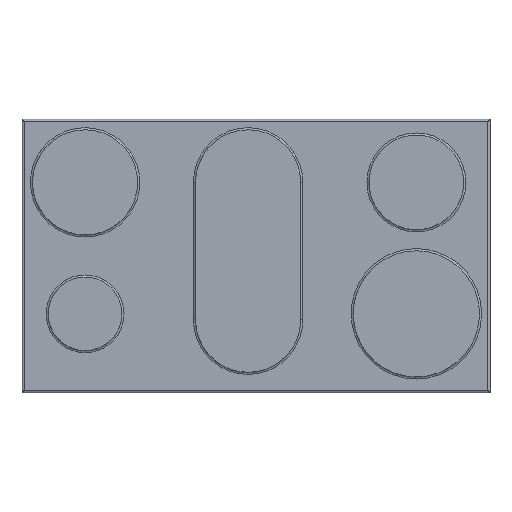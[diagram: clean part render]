
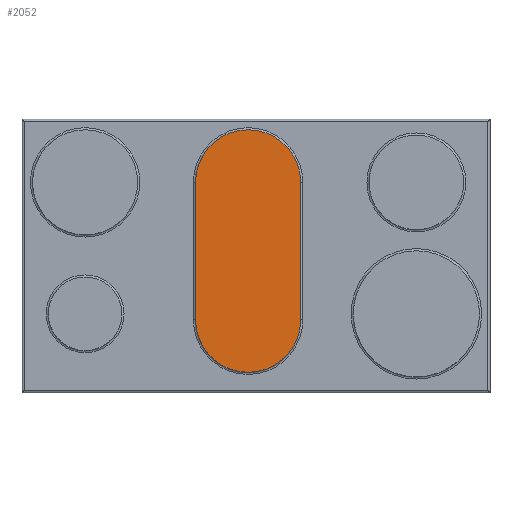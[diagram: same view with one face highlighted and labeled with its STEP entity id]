
A CAD part, top view. The second image highlights one B-rep face of the part: STEP entity #2052.
In plain terms, the highlighted planar face has unit normal (0, 0, 1).
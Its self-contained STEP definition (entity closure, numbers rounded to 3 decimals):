
#1348 = CYLINDRICAL_SURFACE('',#1349,100.);
#1349 = AXIS2_PLACEMENT_3D('',#1350,#1351,#1352);
#1350 = CARTESIAN_POINT('',(430.,400.,6.));
#1351 = DIRECTION('',(-0.,-0.,-1.));
#1352 = DIRECTION('',(1.,0.,0.));
#1401 = PLANE('',#1402);
#1402 = AXIS2_PLACEMENT_3D('',#1403,#1404,#1405);
#1403 = CARTESIAN_POINT('',(530.,400.,6.));
#1404 = DIRECTION('',(1.,0.,0.));
#1405 = DIRECTION('',(0.,-1.,0.));
#1435 = PLANE('',#1436);
#1436 = AXIS2_PLACEMENT_3D('',#1437,#1438,#1439);
#1437 = CARTESIAN_POINT('',(330.,400.,6.));
#1438 = DIRECTION('',(1.,0.,0.));
#1439 = DIRECTION('',(0.,-1.,0.));
#1491 = CYLINDRICAL_SURFACE('',#1492,100.);
#1492 = AXIS2_PLACEMENT_3D('',#1493,#1494,#1495);
#1493 = CARTESIAN_POINT('',(430.,138.738,6.));
#1494 = DIRECTION('',(-0.,-0.,-1.));
#1495 = DIRECTION('',(1.,0.,0.));
#1736 = VERTEX_POINT('',#1737);
#1737 = CARTESIAN_POINT('',(530.,400.,11.));
#1758 = EDGE_CURVE('',#1736,#1759,#1761,.T.);
#1759 = VERTEX_POINT('',#1760);
#1760 = CARTESIAN_POINT('',(330.,400.,11.));
#1761 = SURFACE_CURVE('',#1762,(#1767,#1774),.PCURVE_S1.);
#1762 = CIRCLE('',#1763,100.);
#1763 = AXIS2_PLACEMENT_3D('',#1764,#1765,#1766);
#1764 = CARTESIAN_POINT('',(430.,400.,11.));
#1765 = DIRECTION('',(0.,0.,1.));
#1766 = DIRECTION('',(1.,0.,0.));
#1767 = PCURVE('',#1348,#1768);
#1768 = DEFINITIONAL_REPRESENTATION('',(#1769),#1773);
#1769 = LINE('',#1770,#1771);
#1770 = CARTESIAN_POINT('',(-0.,-5.));
#1771 = VECTOR('',#1772,1.);
#1772 = DIRECTION('',(-1.,0.));
#1773 = ( GEOMETRIC_REPRESENTATION_CONTEXT(2) 
PARAMETRIC_REPRESENTATION_CONTEXT() REPRESENTATION_CONTEXT('2D SPACE',''
  ) );
#1774 = PCURVE('',#1775,#1780);
#1775 = PLANE('',#1776);
#1776 = AXIS2_PLACEMENT_3D('',#1777,#1778,#1779);
#1777 = CARTESIAN_POINT('',(430.,269.369,11.));
#1778 = DIRECTION('',(0.,0.,1.));
#1779 = DIRECTION('',(1.,0.,0.));
#1780 = DEFINITIONAL_REPRESENTATION('',(#1781),#1785);
#1781 = CIRCLE('',#1782,100.);
#1782 = AXIS2_PLACEMENT_2D('',#1783,#1784);
#1783 = CARTESIAN_POINT('',(0.,130.631));
#1784 = DIRECTION('',(1.,0.));
#1785 = ( GEOMETRIC_REPRESENTATION_CONTEXT(2) 
PARAMETRIC_REPRESENTATION_CONTEXT() REPRESENTATION_CONTEXT('2D SPACE',''
  ) );
#1813 = EDGE_CURVE('',#1736,#1814,#1816,.T.);
#1814 = VERTEX_POINT('',#1815);
#1815 = CARTESIAN_POINT('',(530.,138.738,11.));
#1816 = SURFACE_CURVE('',#1817,(#1821,#1828),.PCURVE_S1.);
#1817 = LINE('',#1818,#1819);
#1818 = CARTESIAN_POINT('',(530.,400.,11.));
#1819 = VECTOR('',#1820,1.);
#1820 = DIRECTION('',(0.,-1.,0.));
#1821 = PCURVE('',#1401,#1822);
#1822 = DEFINITIONAL_REPRESENTATION('',(#1823),#1827);
#1823 = LINE('',#1824,#1825);
#1824 = CARTESIAN_POINT('',(0.,-5.));
#1825 = VECTOR('',#1826,1.);
#1826 = DIRECTION('',(1.,0.));
#1827 = ( GEOMETRIC_REPRESENTATION_CONTEXT(2) 
PARAMETRIC_REPRESENTATION_CONTEXT() REPRESENTATION_CONTEXT('2D SPACE',''
  ) );
#1828 = PCURVE('',#1775,#1829);
#1829 = DEFINITIONAL_REPRESENTATION('',(#1830),#1834);
#1830 = LINE('',#1831,#1832);
#1831 = CARTESIAN_POINT('',(100.,130.631));
#1832 = VECTOR('',#1833,1.);
#1833 = DIRECTION('',(0.,-1.));
#1834 = ( GEOMETRIC_REPRESENTATION_CONTEXT(2) 
PARAMETRIC_REPRESENTATION_CONTEXT() REPRESENTATION_CONTEXT('2D SPACE',''
  ) );
#1862 = EDGE_CURVE('',#1759,#1863,#1865,.T.);
#1863 = VERTEX_POINT('',#1864);
#1864 = CARTESIAN_POINT('',(330.,138.738,11.));
#1865 = SURFACE_CURVE('',#1866,(#1870,#1877),.PCURVE_S1.);
#1866 = LINE('',#1867,#1868);
#1867 = CARTESIAN_POINT('',(330.,400.,11.));
#1868 = VECTOR('',#1869,1.);
#1869 = DIRECTION('',(0.,-1.,0.));
#1870 = PCURVE('',#1435,#1871);
#1871 = DEFINITIONAL_REPRESENTATION('',(#1872),#1876);
#1872 = LINE('',#1873,#1874);
#1873 = CARTESIAN_POINT('',(0.,-5.));
#1874 = VECTOR('',#1875,1.);
#1875 = DIRECTION('',(1.,0.));
#1876 = ( GEOMETRIC_REPRESENTATION_CONTEXT(2) 
PARAMETRIC_REPRESENTATION_CONTEXT() REPRESENTATION_CONTEXT('2D SPACE',''
  ) );
#1877 = PCURVE('',#1775,#1878);
#1878 = DEFINITIONAL_REPRESENTATION('',(#1879),#1883);
#1879 = LINE('',#1880,#1881);
#1880 = CARTESIAN_POINT('',(-100.,130.631));
#1881 = VECTOR('',#1882,1.);
#1882 = DIRECTION('',(0.,-1.));
#1883 = ( GEOMETRIC_REPRESENTATION_CONTEXT(2) 
PARAMETRIC_REPRESENTATION_CONTEXT() REPRESENTATION_CONTEXT('2D SPACE',''
  ) );
#1911 = EDGE_CURVE('',#1863,#1814,#1912,.T.);
#1912 = SURFACE_CURVE('',#1913,(#1918,#1925),.PCURVE_S1.);
#1913 = CIRCLE('',#1914,100.);
#1914 = AXIS2_PLACEMENT_3D('',#1915,#1916,#1917);
#1915 = CARTESIAN_POINT('',(430.,138.738,11.));
#1916 = DIRECTION('',(0.,0.,1.));
#1917 = DIRECTION('',(1.,0.,0.));
#1918 = PCURVE('',#1491,#1919);
#1919 = DEFINITIONAL_REPRESENTATION('',(#1920),#1924);
#1920 = LINE('',#1921,#1922);
#1921 = CARTESIAN_POINT('',(-0.,-5.));
#1922 = VECTOR('',#1923,1.);
#1923 = DIRECTION('',(-1.,0.));
#1924 = ( GEOMETRIC_REPRESENTATION_CONTEXT(2) 
PARAMETRIC_REPRESENTATION_CONTEXT() REPRESENTATION_CONTEXT('2D SPACE',''
  ) );
#1925 = PCURVE('',#1775,#1926);
#1926 = DEFINITIONAL_REPRESENTATION('',(#1927),#1931);
#1927 = CIRCLE('',#1928,100.);
#1928 = AXIS2_PLACEMENT_2D('',#1929,#1930);
#1929 = CARTESIAN_POINT('',(0.,-130.631));
#1930 = DIRECTION('',(1.,0.));
#1931 = ( GEOMETRIC_REPRESENTATION_CONTEXT(2) 
PARAMETRIC_REPRESENTATION_CONTEXT() REPRESENTATION_CONTEXT('2D SPACE',''
  ) );
#2052 = ADVANCED_FACE('',(#2053),#1775,.T.);
#2053 = FACE_BOUND('',#2054,.T.);
#2054 = EDGE_LOOP('',(#2055,#2056,#2057,#2058));
#2055 = ORIENTED_EDGE('',*,*,#1758,.T.);
#2056 = ORIENTED_EDGE('',*,*,#1862,.T.);
#2057 = ORIENTED_EDGE('',*,*,#1911,.T.);
#2058 = ORIENTED_EDGE('',*,*,#1813,.F.);
